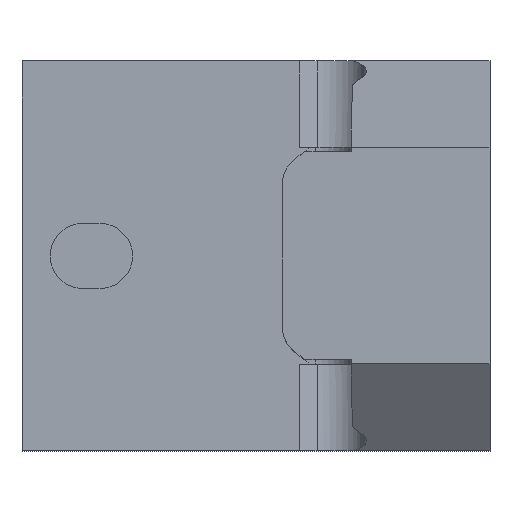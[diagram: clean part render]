
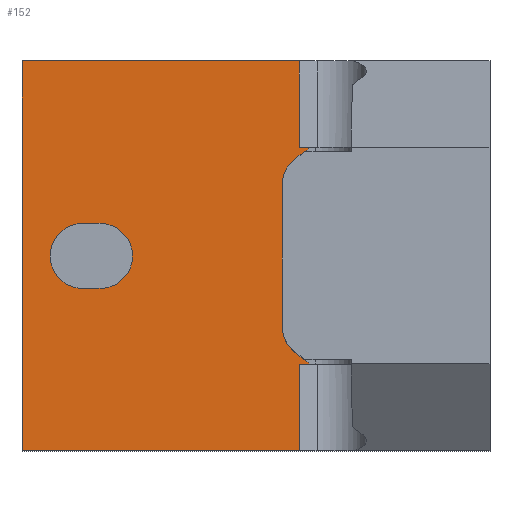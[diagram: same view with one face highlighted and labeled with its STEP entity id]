
A CAD part, top view. The second image highlights one B-rep face of the part: STEP entity #152.
In plain terms, the highlighted planar face has unit normal (0, 0, 1).
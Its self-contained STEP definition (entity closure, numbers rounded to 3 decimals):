
#40=FACE_BOUND('',#323,.T.);
#41=FACE_BOUND('',#324,.T.);
#90=CIRCLE('',#1314,8.);
#92=CIRCLE('',#1317,26.);
#103=CIRCLE('',#1346,26.);
#104=CIRCLE('',#1348,8.);
#112=CIRCLE('',#1361,7.5);
#113=CIRCLE('',#1362,7.5);
#152=ADVANCED_FACE('',(#40,#41),#210,.T.);
#210=PLANE('',#1363);
#323=EDGE_LOOP('',(#558,#559,#560,#561));
#324=EDGE_LOOP('',(#562,#563,#564,#565,#566,#567,#568,#569,#570,#571,#572,
#573));
#558=ORIENTED_EDGE('',*,*,#962,.F.);
#559=ORIENTED_EDGE('',*,*,#963,.F.);
#560=ORIENTED_EDGE('',*,*,#964,.F.);
#561=ORIENTED_EDGE('',*,*,#965,.F.);
#562=ORIENTED_EDGE('',*,*,#903,.T.);
#563=ORIENTED_EDGE('',*,*,#966,.T.);
#564=ORIENTED_EDGE('',*,*,#897,.F.);
#565=ORIENTED_EDGE('',*,*,#886,.F.);
#566=ORIENTED_EDGE('',*,*,#881,.F.);
#567=ORIENTED_EDGE('',*,*,#947,.F.);
#568=ORIENTED_EDGE('',*,*,#945,.F.);
#569=ORIENTED_EDGE('',*,*,#943,.F.);
#570=ORIENTED_EDGE('',*,*,#961,.F.);
#571=ORIENTED_EDGE('',*,*,#950,.T.);
#572=ORIENTED_EDGE('',*,*,#845,.T.);
#573=ORIENTED_EDGE('',*,*,#967,.T.);
#727=VERTEX_POINT('',#1797);
#728=VERTEX_POINT('',#1798);
#758=VERTEX_POINT('',#1870);
#759=VERTEX_POINT('',#1871);
#762=VERTEX_POINT('',#1880);
#769=VERTEX_POINT('',#1901);
#772=VERTEX_POINT('',#1911);
#773=VERTEX_POINT('',#1913);
#801=VERTEX_POINT('',#1991);
#802=VERTEX_POINT('',#1993);
#803=VERTEX_POINT('',#1997);
#804=VERTEX_POINT('',#2003);
#814=VERTEX_POINT('',#2030);
#815=VERTEX_POINT('',#2031);
#816=VERTEX_POINT('',#2033);
#817=VERTEX_POINT('',#2035);
#845=EDGE_CURVE('',#727,#728,#1017,.T.);
#881=EDGE_CURVE('',#758,#759,#90,.T.);
#886=EDGE_CURVE('',#759,#762,#92,.T.);
#897=EDGE_CURVE('',#762,#769,#1052,.T.);
#903=EDGE_CURVE('',#773,#772,#1056,.T.);
#943=EDGE_CURVE('',#801,#802,#103,.T.);
#945=EDGE_CURVE('',#802,#803,#104,.T.);
#947=EDGE_CURVE('',#803,#758,#1089,.T.);
#950=EDGE_CURVE('',#804,#727,#1092,.T.);
#961=EDGE_CURVE('',#804,#801,#1096,.T.);
#962=EDGE_CURVE('',#814,#815,#1097,.T.);
#963=EDGE_CURVE('',#816,#814,#112,.T.);
#964=EDGE_CURVE('',#817,#816,#1098,.T.);
#965=EDGE_CURVE('',#815,#817,#113,.T.);
#966=EDGE_CURVE('',#772,#769,#1099,.T.);
#967=EDGE_CURVE('',#728,#773,#1100,.T.);
#1017=LINE('',#1796,#1141);
#1052=LINE('',#1900,#1176);
#1056=LINE('',#1912,#1180);
#1089=LINE('',#2000,#1213);
#1092=LINE('',#2006,#1216);
#1096=LINE('',#2027,#1220);
#1097=LINE('',#2029,#1221);
#1098=LINE('',#2034,#1222);
#1099=LINE('',#2037,#1223);
#1100=LINE('',#2038,#1224);
#1141=VECTOR('',#1428,1.);
#1176=VECTOR('',#1517,1.);
#1180=VECTOR('',#1529,1.);
#1213=VECTOR('',#1610,1.);
#1216=VECTOR('',#1615,1.);
#1220=VECTOR('',#1637,1.);
#1221=VECTOR('',#1640,1.);
#1222=VECTOR('',#1643,1.);
#1223=VECTOR('',#1646,1.);
#1224=VECTOR('',#1647,1.);
#1314=AXIS2_PLACEMENT_3D('',#1869,#1489,#1490);
#1317=AXIS2_PLACEMENT_3D('',#1879,#1498,#1499);
#1346=AXIS2_PLACEMENT_3D('',#1992,#1600,#1601);
#1348=AXIS2_PLACEMENT_3D('',#1996,#1605,#1606);
#1361=AXIS2_PLACEMENT_3D('',#2032,#1641,#1642);
#1362=AXIS2_PLACEMENT_3D('',#2036,#1644,#1645);
#1363=AXIS2_PLACEMENT_3D('',#2039,#1648,#1649);
#1428=DIRECTION('',(-1.,0.,0.));
#1489=DIRECTION('',(0.,0.,1.));
#1490=DIRECTION('',(0.,-1.,0.));
#1498=DIRECTION('',(0.,0.,-1.));
#1499=DIRECTION('',(0.,-1.,0.));
#1517=DIRECTION('',(-1.,0.,0.));
#1529=DIRECTION('',(1.,0.,0.));
#1600=DIRECTION('',(0.,0.,-1.));
#1601=DIRECTION('',(0.,-1.,0.));
#1605=DIRECTION('',(0.,0.,1.));
#1606=DIRECTION('',(0.,-1.,0.));
#1610=DIRECTION('',(0.,-1.,0.));
#1615=DIRECTION('',(0.,1.,0.));
#1637=DIRECTION('',(1.,0.,0.));
#1640=DIRECTION('',(1.,0.,0.));
#1641=DIRECTION('',(0.,0.,1.));
#1642=DIRECTION('',(0.,1.,0.));
#1643=DIRECTION('',(-1.,0.,0.));
#1644=DIRECTION('',(0.,0.,1.));
#1645=DIRECTION('',(0.,-1.,0.));
#1646=DIRECTION('',(0.,1.,0.));
#1647=DIRECTION('',(0.,-1.,0.));
#1648=DIRECTION('',(0.,0.,1.));
#1649=DIRECTION('',(1.,0.,0.));
#1796=CARTESIAN_POINT('',(32.,45.,0.));
#1797=CARTESIAN_POINT('',(-11.994,45.,0.));
#1798=CARTESIAN_POINT('',(-76.,45.,0.));
#1869=CARTESIAN_POINT('',(-8.,-16.104,0.));
#1870=CARTESIAN_POINT('',(-16.,-16.104,0.));
#1871=CARTESIAN_POINT('',(-12.4,-22.786,0.));
#1879=CARTESIAN_POINT('',(-26.7,-44.5,0.));
#1880=CARTESIAN_POINT('',(-9.503,-25.,0.));
#1900=CARTESIAN_POINT('',(-76.,-25.,0.));
#1901=CARTESIAN_POINT('',(-11.994,-25.,0.));
#1911=CARTESIAN_POINT('',(-11.994,-45.,0.));
#1912=CARTESIAN_POINT('',(-76.,-45.,0.));
#1913=CARTESIAN_POINT('',(-76.,-45.,0.));
#1991=CARTESIAN_POINT('',(-9.503,25.,0.));
#1992=CARTESIAN_POINT('',(-26.7,44.5,0.));
#1993=CARTESIAN_POINT('',(-12.4,22.786,0.));
#1996=CARTESIAN_POINT('',(-8.,16.104,0.));
#1997=CARTESIAN_POINT('',(-16.,16.104,0.));
#2000=CARTESIAN_POINT('',(-16.,16.104,0.));
#2003=CARTESIAN_POINT('',(-11.994,25.,0.));
#2006=CARTESIAN_POINT('',(-11.994,45.,0.));
#2027=CARTESIAN_POINT('',(-76.,25.,0.));
#2029=CARTESIAN_POINT('',(-62.,-7.5,0.));
#2030=CARTESIAN_POINT('',(-62.,-7.5,0.));
#2031=CARTESIAN_POINT('',(-58.,-7.5,0.));
#2032=CARTESIAN_POINT('',(-62.,0.,0.));
#2033=CARTESIAN_POINT('',(-62.,7.5,0.));
#2034=CARTESIAN_POINT('',(-58.,7.5,0.));
#2035=CARTESIAN_POINT('',(-58.,7.5,0.));
#2036=CARTESIAN_POINT('',(-58.,0.,0.));
#2037=CARTESIAN_POINT('',(-11.994,45.,0.));
#2038=CARTESIAN_POINT('',(-76.,45.,0.));
#2039=CARTESIAN_POINT('',(-76.,45.,0.));
